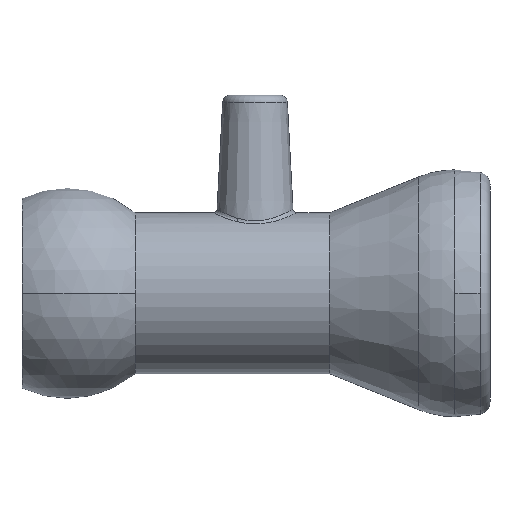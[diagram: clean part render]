
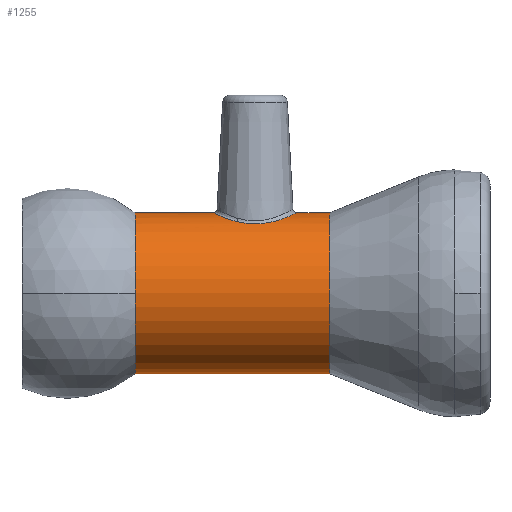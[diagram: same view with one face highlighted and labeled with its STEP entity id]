
A CAD part, front view. The second image highlights one B-rep face of the part: STEP entity #1255.
In plain terms, the highlighted cylindrical face has radius 8.23 mm (diameter 16.459 mm), a partial arc.
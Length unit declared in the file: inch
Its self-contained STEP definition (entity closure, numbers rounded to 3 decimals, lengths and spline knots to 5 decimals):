
#6 = CARTESIAN_POINT ( 'NONE',  ( 0., 0., 0. ) ) ;
#7 = FACE_OUTER_BOUND ( 'NONE', #1256, .T. ) ;
#8 = DIRECTION ( 'NONE',  ( 1., 0., 0. ) ) ;
#9 = AXIS2_PLACEMENT_3D ( 'NONE', #6, #8, #28 ) ;
#10 = CYLINDRICAL_SURFACE ( 'NONE', #9, 0.324 ) ;
#15 = CARTESIAN_POINT ( 'NONE',  ( -1.09313, -0.08078, 0.31384 ) ) ;
#16 = CARTESIAN_POINT ( 'NONE',  ( -1.08075, -0.09973, 0.30855 ) ) ;
#17 = CARTESIAN_POINT ( 'NONE',  ( -1.11508, 0., 0.324 ) ) ;
#18 = CARTESIAN_POINT ( 'NONE',  ( -1.11508, -0.00773, 0.324 ) ) ;
#19 = CARTESIAN_POINT ( 'NONE',  ( -1.1145, -0.01557, 0.32372 ) ) ;
#20 = CARTESIAN_POINT ( 'NONE',  ( -1.07087, -0.11106, 0.30456 ) ) ;
#21 = CARTESIAN_POINT ( 'NONE',  ( -1.04805, -0.131, 0.29653 ) ) ;
#22 = B_SPLINE_CURVE_WITH_KNOTS ( 'NONE', 3,
 ( #38, #37, #21, #20, #16, #15, #49, #56, #55, #54, #53, #19, #18, #17 ),
 .UNSPECIFIED., .F., .F.,
 ( 4, 2, 2, 2, 2, 2, 4 ),
 ( 0.0258, 0.027, 0.02819, 0.02879, 0.02938, 0.02998, 0.03058 ),
 .UNSPECIFIED. ) ;
#28 = DIRECTION ( 'NONE',  ( 0., 0., -1. ) ) ;
#31 = DIRECTION ( 'NONE',  ( 0., 0., -1. ) ) ;
#32 = DIRECTION ( 'NONE',  ( 1., 0., 0. ) ) ;
#33 = CARTESIAN_POINT ( 'NONE',  ( -1.43028, 0., 0. ) ) ;
#34 = AXIS2_PLACEMENT_3D ( 'NONE', #33, #32, #31 ) ;
#37 = CARTESIAN_POINT ( 'NONE',  ( -1.03548, -0.1393, 0.29262 ) ) ;
#38 = CARTESIAN_POINT ( 'NONE',  ( -1.02165, -0.14596, 0.28926 ) ) ;
#49 = CARTESIAN_POINT ( 'NONE',  ( -1.09688, -0.07406, 0.3155 ) ) ;
#53 = CARTESIAN_POINT ( 'NONE',  ( -1.1122, -0.03098, 0.32261 ) ) ;
#54 = CARTESIAN_POINT ( 'NONE',  ( -1.1105, -0.03848, 0.32179 ) ) ;
#55 = CARTESIAN_POINT ( 'NONE',  ( -1.10608, -0.05309, 0.31971 ) ) ;
#56 = CARTESIAN_POINT ( 'NONE',  ( -1.10336, -0.06021, 0.31844 ) ) ;
#58 = CIRCLE ( 'NONE', #34, 0.324 ) ;
#88 = DIRECTION ( 'NONE',  ( 0., 0., -1. ) ) ;
#89 = DIRECTION ( 'NONE',  ( 1., 0., 0. ) ) ;
#90 = CARTESIAN_POINT ( 'NONE',  ( -0.64675, 0., 0. ) ) ;
#91 = AXIS2_PLACEMENT_3D ( 'NONE', #90, #89, #88 ) ;
#92 = CIRCLE ( 'NONE', #91, 0.324 ) ;
#1120 = EDGE_CURVE ( 'NONE', #1214, #1121, #3471, .T. ) ;
#1121 = VERTEX_POINT ( 'NONE', #3467 ) ;
#1127 = VERTEX_POINT ( 'NONE', #3723 ) ;
#1131 = VERTEX_POINT ( 'NONE', #3779 ) ;
#1149 = EDGE_CURVE ( 'NONE', #1131, #1150, #3772, .T. ) ;
#1150 = VERTEX_POINT ( 'NONE', #3731 ) ;
#1158 = EDGE_CURVE ( 'NONE', #1131, #1165, #3954, .T. ) ;
#1165 = VERTEX_POINT ( 'NONE', #3934 ) ;
#1196 = VERTEX_POINT ( 'NONE', #3950 ) ;
#1198 = EDGE_CURVE ( 'NONE', #1196, #1127, #3949, .T. ) ;
#1211 = VERTEX_POINT ( 'NONE', #3873 ) ;
#1213 = EDGE_CURVE ( 'NONE', #1214, #1211, #3871, .T. ) ;
#1214 = VERTEX_POINT ( 'NONE', #3872 ) ;
#1247 = ORIENTED_EDGE ( 'NONE', *, *, #1296, .F. ) ;
#1248 = ORIENTED_EDGE ( 'NONE', *, *, #1149, .F. ) ;
#1249 = ORIENTED_EDGE ( 'NONE', *, *, #1158, .T. ) ;
#1255 = ADVANCED_FACE ( 'NONE', ( #7 ), #10, .T. ) ;
#1256 = EDGE_LOOP ( 'NONE', ( #1257, #1264, #1265, #1267, #1247, #1248, #1249, #1260 ) ) ;
#1257 = ORIENTED_EDGE ( 'NONE', *, *, #1120, .F. ) ;
#1260 = ORIENTED_EDGE ( 'NONE', *, *, #1261, .T. ) ;
#1261 = EDGE_CURVE ( 'NONE', #1165, #1121, #22, .T. ) ;
#1264 = ORIENTED_EDGE ( 'NONE', *, *, #1213, .T. ) ;
#1265 = ORIENTED_EDGE ( 'NONE', *, *, #1266, .T. ) ;
#1266 = EDGE_CURVE ( 'NONE', #1211, #1196, #58, .T. ) ;
#1267 = ORIENTED_EDGE ( 'NONE', *, *, #1198, .T. ) ;
#1296 = EDGE_CURVE ( 'NONE', #1150, #1127, #92, .T. ) ;
#3467 = CARTESIAN_POINT ( 'NONE',  ( -1.11508, 0., 0.324 ) ) ;
#3468 = DIRECTION ( 'NONE',  ( 1., 0., 0. ) ) ;
#3469 = VECTOR ( 'NONE', #3468, 39.37008 ) ;
#3470 = CARTESIAN_POINT ( 'NONE',  ( 0., 0., 0.324 ) ) ;
#3471 = LINE ( 'NONE', #3470, #3469 ) ;
#3723 = CARTESIAN_POINT ( 'NONE',  ( -0.64675, 0., -0.324 ) ) ;
#3731 = CARTESIAN_POINT ( 'NONE',  ( -0.64675, 0., 0.324 ) ) ;
#3732 = DIRECTION ( 'NONE',  ( 1., 0., 0. ) ) ;
#3733 = VECTOR ( 'NONE', #3732, 39.37008 ) ;
#3734 = CARTESIAN_POINT ( 'NONE',  ( 0., 0., 0.324 ) ) ;
#3772 = LINE ( 'NONE', #3734, #3733 ) ;
#3779 = CARTESIAN_POINT ( 'NONE',  ( -0.77892, 0., 0.324 ) ) ;
#3851 = CARTESIAN_POINT ( 'NONE',  ( -0.78887, -0.05562, 0.31926 ) ) ;
#3852 = CARTESIAN_POINT ( 'NONE',  ( -0.78655, -0.04898, 0.32035 ) ) ;
#3861 = CARTESIAN_POINT ( 'NONE',  ( -0.90408, -0.15767, 0.28305 ) ) ;
#3862 = CARTESIAN_POINT ( 'NONE',  ( -0.89069, -0.15365, 0.28526 ) ) ;
#3863 = CARTESIAN_POINT ( 'NONE',  ( -0.88415, -0.15125, 0.28655 ) ) ;
#3864 = CARTESIAN_POINT ( 'NONE',  ( -0.87139, -0.14565, 0.28944 ) ) ;
#3865 = CARTESIAN_POINT ( 'NONE',  ( -0.82168, -0.10872, 0.30526 ) ) ;
#3866 = CARTESIAN_POINT ( 'NONE',  ( -0.81705, -0.10349, 0.30708 ) ) ;
#3867 = DIRECTION ( 'NONE',  ( 0., 0., -1. ) ) ;
#3868 = DIRECTION ( 'NONE',  ( 1., 0., 0. ) ) ;
#3869 = CARTESIAN_POINT ( 'NONE',  ( -1.43028, 0., 0. ) ) ;
#3870 = AXIS2_PLACEMENT_3D ( 'NONE', #3869, #3868, #3867 ) ;
#3871 = CIRCLE ( 'NONE', #3870, 0.324 ) ;
#3872 = CARTESIAN_POINT ( 'NONE',  ( -1.43028, 0., 0.324 ) ) ;
#3873 = CARTESIAN_POINT ( 'NONE',  ( -1.43028, -0.324, 0. ) ) ;
#3899 = CARTESIAN_POINT ( 'NONE',  ( -0.94636, -0.16309, 0.27996 ) ) ;
#3900 = CARTESIAN_POINT ( 'NONE',  ( -0.93216, -0.16245, 0.28033 ) ) ;
#3901 = CARTESIAN_POINT ( 'NONE',  ( -0.92499, -0.16168, 0.28078 ) ) ;
#3902 = CARTESIAN_POINT ( 'NONE',  ( -0.91094, -0.15929, 0.28214 ) ) ;
#3903 = CARTESIAN_POINT ( 'NONE',  ( -0.77892, 0., 0.324 ) ) ;
#3904 = CARTESIAN_POINT ( 'NONE',  ( -0.7976, -0.0749, 0.31529 ) ) ;
#3905 = CARTESIAN_POINT ( 'NONE',  ( -0.7944, -0.06859, 0.31673 ) ) ;
#3906 = CARTESIAN_POINT ( 'NONE',  ( -1.02165, -0.14596, 0.28926 ) ) ;
#3907 = CARTESIAN_POINT ( 'NONE',  ( -1.00897, -0.15206, 0.28618 ) ) ;
#3934 = CARTESIAN_POINT ( 'NONE',  ( -1.02165, -0.14596, 0.28926 ) ) ;
#3946 = DIRECTION ( 'NONE',  ( 1., 0., 0. ) ) ;
#3947 = VECTOR ( 'NONE', #3946, 39.37008 ) ;
#3948 = CARTESIAN_POINT ( 'NONE',  ( 0., 0., -0.324 ) ) ;
#3949 = LINE ( 'NONE', #3948, #3947 ) ;
#3950 = CARTESIAN_POINT ( 'NONE',  ( -1.43028, 0., -0.324 ) ) ;
#3952 = CARTESIAN_POINT ( 'NONE',  ( -0.7809, -0.02861, 0.32303 ) ) ;
#3953 = CARTESIAN_POINT ( 'NONE',  ( -0.77892, -0.01418, 0.324 ) ) ;
#3954 = B_SPLINE_CURVE_WITH_KNOTS ( 'NONE', 3,
 ( #3903, #3953, #3952, #3852, #3851, #3905, #3904, #3976, #3975, #3866, #3865, #3979, #3978, #3977, #3864, #3863, #3862, #3861, #3902, #3901, #3900, #3899, #3983, #3982, #3981, #3980, #3907, #3906 ),
 .UNSPECIFIED., .F., .F.,
 ( 4, 2, 2, 2, 2, 2, 2, 2, 2, 2, 2, 2, 2, 4 ),
 ( 0.01705, 0.01814, 0.01869, 0.01924, 0.01978, 0.02033, 0.02143, 0.02197, 0.02252, 0.02307, 0.02361, 0.02416, 0.02471, 0.0258 ),
 .UNSPECIFIED. ) ;
#3975 = CARTESIAN_POINT ( 'NONE',  ( -0.80856, -0.09258, 0.31054 ) ) ;
#3976 = CARTESIAN_POINT ( 'NONE',  ( -0.80467, -0.08687, 0.3122 ) ) ;
#3977 = CARTESIAN_POINT ( 'NONE',  ( -0.86512, -0.14242, 0.29105 ) ) ;
#3978 = CARTESIAN_POINT ( 'NONE',  ( -0.84722, -0.13177, 0.2961 ) ) ;
#3979 = CARTESIAN_POINT ( 'NONE',  ( -0.83638, -0.12337, 0.29977 ) ) ;
#3980 = CARTESIAN_POINT ( 'NONE',  ( -0.99569, -0.15655, 0.28369 ) ) ;
#3981 = CARTESIAN_POINT ( 'NONE',  ( -0.97474, -0.16085, 0.28126 ) ) ;
#3982 = CARTESIAN_POINT ( 'NONE',  ( -0.96762, -0.16186, 0.28068 ) ) ;
#3983 = CARTESIAN_POINT ( 'NONE',  ( -0.95346, -0.16297, 0.28003 ) ) ;
